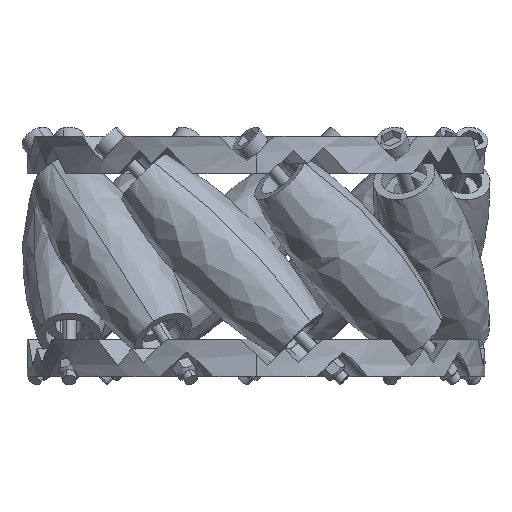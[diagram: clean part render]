
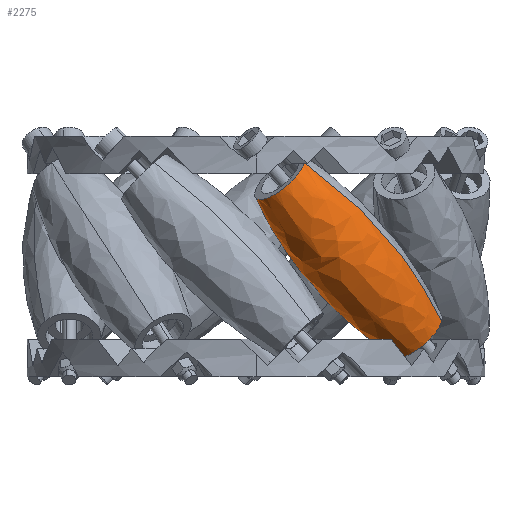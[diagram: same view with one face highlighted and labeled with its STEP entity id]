
A CAD part, left-side view. The second image highlights one B-rep face of the part: STEP entity #2275.
In plain terms, the highlighted free-form (B-spline) face has degree [2, 3] with [3, 4] control points.
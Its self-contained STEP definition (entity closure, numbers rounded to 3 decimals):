
#85 = CARTESIAN_POINT ( 'NONE',  ( 0., -13.533, 0. ) ) ;
#110 = CARTESIAN_POINT ( 'NONE',  ( 0., -6.967, -24.6 ) ) ;
#159 =( BOUNDED_SURFACE ( )  B_SPLINE_SURFACE ( 2, 3, ( 
 ( #5594, #3259, #2802, #1458 ),
 ( #4276, #5508, #1485, #85 ),
 ( #4640, #3289, #1013, #110 ) ),
 .UNSPECIFIED., .F., .F., .T. ) 
 B_SPLINE_SURFACE_WITH_KNOTS ( ( 3, 3 ),
 ( 4, 4 ),
 ( 0.2, 0.8 ),
 ( 0., 1. ),
 .UNSPECIFIED. ) 
 GEOMETRIC_REPRESENTATION_ITEM ( )  RATIONAL_B_SPLINE_SURFACE ( (
 ( 1., 0.333, 0.333, 1.),
 ( 1., 0.333, 0.333, 1.),
 ( 1., 0.333, 0.333, 1.) ) ) 
 REPRESENTATION_ITEM ( '' )  SURFACE ( )  );
#321 = ORIENTED_EDGE ( 'NONE', *, *, #2485, .T. ) ;
#499 = AXIS2_PLACEMENT_3D ( 'NONE', #3583, #2663, #4508 ) ;
#578 = CARTESIAN_POINT ( 'NONE',  ( 0., 6.967, 24.6 ) ) ;
#635 = CARTESIAN_POINT ( 'NONE',  ( 0., -6.967, 24.6 ) ) ;
#1013 = CARTESIAN_POINT ( 'NONE',  ( 13.935, -6.967, -24.6 ) ) ;
#1052 = CARTESIAN_POINT ( 'NONE',  ( 0., 6.967, -24.6 ) ) ;
#1118 = B_SPLINE_CURVE_WITH_KNOTS ( 'NONE', 2,
 ( #578, #2446, #1052 ),
 .UNSPECIFIED., .F., .F.,
 ( 3, 3 ),
 ( 0.2, 0.8 ),
 .UNSPECIFIED. ) ;
#1122 = VERTEX_POINT ( 'NONE', #5705 ) ;
#1296 = ORIENTED_EDGE ( 'NONE', *, *, #4446, .T. ) ;
#1424 = FACE_OUTER_BOUND ( 'NONE', #4174, .T. ) ;
#1458 = CARTESIAN_POINT ( 'NONE',  ( 0., -6.967, 24.6 ) ) ;
#1472 = EDGE_CURVE ( 'NONE', #1858, #3366, #1118, .T. ) ;
#1485 = CARTESIAN_POINT ( 'NONE',  ( 27.065, -13.533, 0. ) ) ;
#1635 = CIRCLE ( 'NONE', #499, 6.967 ) ;
#1657 = CARTESIAN_POINT ( 'NONE',  ( 0., -13.533, 0. ) ) ;
#1858 = VERTEX_POINT ( 'NONE', #2191 ) ;
#2191 = CARTESIAN_POINT ( 'NONE',  ( 0., 6.967, 24.6 ) ) ;
#2257 = DIRECTION ( 'NONE',  ( 1., 0., 0. ) ) ;
#2275 = ADVANCED_FACE ( 'NONE', ( #1424 ), #159, .F. ) ;
#2446 = CARTESIAN_POINT ( 'NONE',  ( 0., 13.533, 0. ) ) ;
#2485 = EDGE_CURVE ( 'NONE', #1122, #3366, #5568, .T. ) ;
#2663 = DIRECTION ( 'NONE',  ( 0., 0., -1. ) ) ;
#2725 = ORIENTED_EDGE ( 'NONE', *, *, #1472, .F. ) ;
#2802 = CARTESIAN_POINT ( 'NONE',  ( 13.935, -6.967, 24.6 ) ) ;
#3259 = CARTESIAN_POINT ( 'NONE',  ( 13.935, 6.967, 24.6 ) ) ;
#3289 = CARTESIAN_POINT ( 'NONE',  ( 13.935, 6.967, -24.6 ) ) ;
#3366 = VERTEX_POINT ( 'NONE', #4623 ) ;
#3583 = CARTESIAN_POINT ( 'NONE',  ( 0., 0., 24.6 ) ) ;
#4103 = CARTESIAN_POINT ( 'NONE',  ( 0., 0., -24.6 ) ) ;
#4157 = ORIENTED_EDGE ( 'NONE', *, *, #4563, .T. ) ;
#4174 = EDGE_LOOP ( 'NONE', ( #2725, #4157, #1296, #321 ) ) ;
#4276 = CARTESIAN_POINT ( 'NONE',  ( 0., 13.533, 0. ) ) ;
#4446 = EDGE_CURVE ( 'NONE', #4797, #1122, #5547, .T. ) ;
#4508 = DIRECTION ( 'NONE',  ( 1., 0., 0. ) ) ;
#4521 = DIRECTION ( 'NONE',  ( 0., 0., 1. ) ) ;
#4563 = EDGE_CURVE ( 'NONE', #1858, #4797, #1635, .T. ) ;
#4623 = CARTESIAN_POINT ( 'NONE',  ( 0., 6.967, -24.6 ) ) ;
#4640 = CARTESIAN_POINT ( 'NONE',  ( 0., 6.967, -24.6 ) ) ;
#4797 = VERTEX_POINT ( 'NONE', #635 ) ;
#4959 = CARTESIAN_POINT ( 'NONE',  ( 0., -6.967, 24.6 ) ) ;
#5403 = CARTESIAN_POINT ( 'NONE',  ( 0., -6.967, -24.6 ) ) ;
#5508 = CARTESIAN_POINT ( 'NONE',  ( 27.065, 13.533, 0. ) ) ;
#5547 = B_SPLINE_CURVE_WITH_KNOTS ( 'NONE', 2,
 ( #4959, #1657, #5403 ),
 .UNSPECIFIED., .F., .F.,
 ( 3, 3 ),
 ( 0.2, 0.8 ),
 .UNSPECIFIED. ) ;
#5568 = CIRCLE ( 'NONE', #5859, 6.967 ) ;
#5594 = CARTESIAN_POINT ( 'NONE',  ( 0., 6.967, 24.6 ) ) ;
#5705 = CARTESIAN_POINT ( 'NONE',  ( 0., -6.967, -24.6 ) ) ;
#5859 = AXIS2_PLACEMENT_3D ( 'NONE', #4103, #4521, #2257 ) ;
